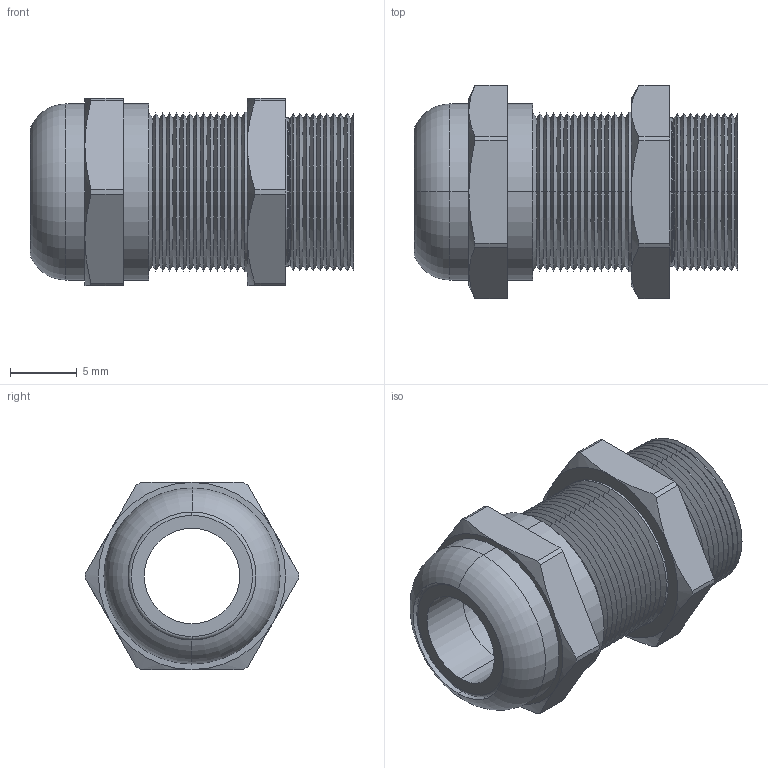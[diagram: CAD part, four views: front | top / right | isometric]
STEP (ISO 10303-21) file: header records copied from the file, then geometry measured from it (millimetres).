
FILE_DESCRIPTION (( 'STEP AP203' ), '1' );
FILE_NAME ('CD12MA-BR.STEP', '2008-05-29T17:23:02', ( 'Baystate01' ), ( 'Baystate' ), 'SwSTEP 2.0', 'SolidWorks 2007', '' );
FILE_SCHEMA (( 'CONFIG_CONTROL_DESIGN' ));
Length unit declared in the file: inch
Products named in the file (1): CD12MA-BR
Bounding box: 24.13 x 15.93 x 13.97 mm (x, y, z)
Volume: 1851.8 mm3; surface area: 2572 mm2
Topology: 2 solids, 2 shells, 175 faces, 370 edges, 204 vertices
Faces by surface type: cone 118, cylinder 26, plane 21, torus 10
Entity records: 4779 total; most frequent: DIRECTION 888, CARTESIAN_POINT 882, ORIENTED_EDGE 740, EDGE_CURVE 370, AXIS2_PLACEMENT_3D 366, VERTEX_POINT 204, CIRCLE 190, EDGE_LOOP 184
